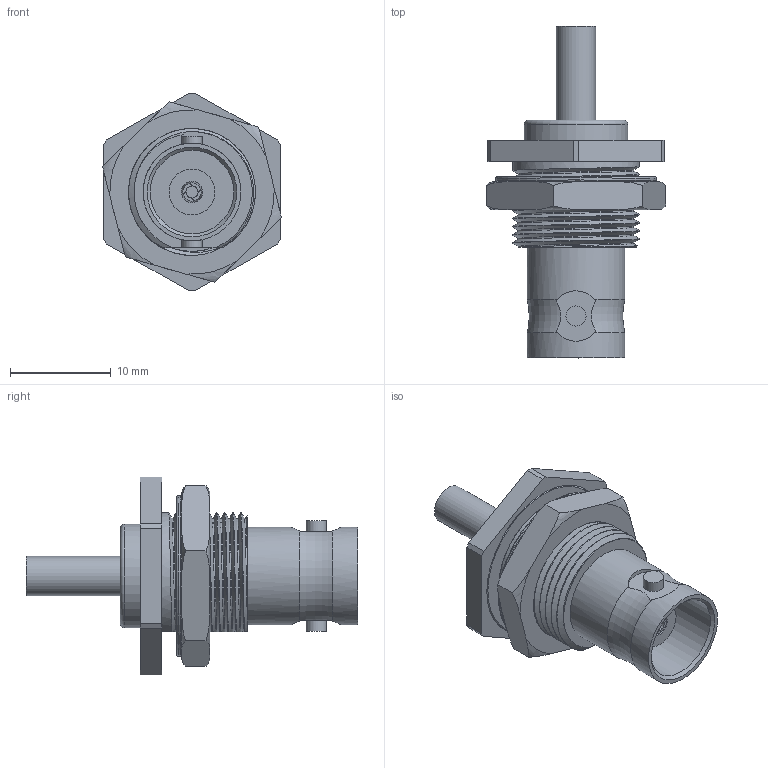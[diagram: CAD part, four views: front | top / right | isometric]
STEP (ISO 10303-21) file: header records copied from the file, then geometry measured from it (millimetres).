
FILE_DESCRIPTION(/* description */ ('Unknown'),/* implementation_level */ '2;1');
FILE_NAME(/* name */ '60725522510320',/* time_stamp */ '2025-06-09T14:45:03+02:00',/* author */ ('Unknown'),/* organization */ ('Unknown'),/* preprocessor_version */ 'ST-DEVELOPER v19.4',/* originating_system */ 'Solid Edge',/* authorisation */ 'Unknown');
FILE_SCHEMA (('AUTOMOTIVE_DESIGN {1 0 10303 214 3 1 1}'));
Products named in the file (1): Pièce1
Bounding box: 17.78 x 32.95 x 19.65 mm (x, y, z)
Volume: 2409.3 mm3; surface area: 3106.7 mm2
Topology: 1 solids, 1 shells, 4445 faces, 9254 edges, 4782 vertices
Faces by surface type: bspline 3159, cylinder 937, plane 244, cone 84, torus 21
Full cylindrical faces by diameter (mm): 0.3 x1, 0.6 x1, 0.95 x1, 1 x1, 1.2 x1, 1.5 x1, 1.6 x1, 2 x2, 2.1 x1, 2.5 x2, 3.2 x1, 3.9 x1, 4.56 x1, 8.3 x2, 9.45 x1, 9.7 x2, 10.3 x1, 12.6 x1, 16 x2, 16.1 x1
Entity records: 193775 total; most frequent: CARTESIAN_POINT 101301, ORIENTED_EDGE 18390, EDGE_CURVE 9195, B_SPLINE_CURVE_WITH_KNOTS 6493, VERTEX_POINT 4761, FACE_BOUND 4542, EDGE_LOOP 4541, STYLED_ITEM 4445
